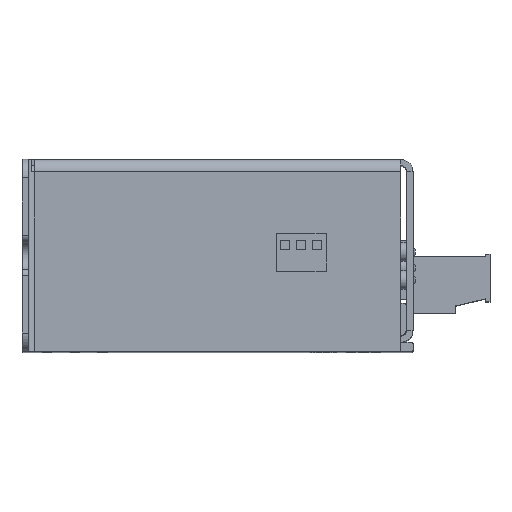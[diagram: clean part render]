
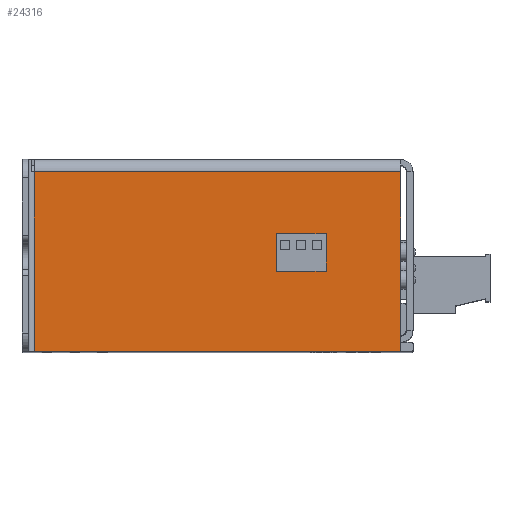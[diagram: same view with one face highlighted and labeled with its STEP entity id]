
A CAD part, top view. The second image highlights one B-rep face of the part: STEP entity #24316.
In plain terms, the highlighted face is planar.
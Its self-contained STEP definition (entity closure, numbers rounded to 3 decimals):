
#20415=CARTESIAN_POINT('',(0.,-14.847,-17.0));
#20416=VERTEX_POINT('',#20415);
#20423=CARTESIAN_POINT('',(0.,-22.847,-17.));
#20424=VERTEX_POINT('',#20423);
#20425=CARTESIAN_POINT('',(0.,-22.847,-17.0));
#20426=DIRECTION('',(0.0,1.0,0.0));
#20427=VECTOR('',#20426,8.);
#20428=LINE('',#20425,#20427);
#20429=EDGE_CURVE('',#20424,#20416,#20428,.T.);
#20454=CARTESIAN_POINT('',(0.,-22.847,-11.));
#20455=VERTEX_POINT('',#20454);
#20456=CARTESIAN_POINT('',(0.,-22.847,-11.));
#20457=DIRECTION('',(0.0,0.0,-1.0));
#20458=VECTOR('',#20457,6.0);
#20459=LINE('',#20456,#20458);
#20460=EDGE_CURVE('',#20455,#20424,#20459,.T.);
#20485=CARTESIAN_POINT('',(0.,-14.847,-11.));
#20486=VERTEX_POINT('',#20485);
#20487=CARTESIAN_POINT('',(0.,-14.847,-11.));
#20488=DIRECTION('',(0.0,-1.0,0.0));
#20489=VECTOR('',#20488,8.);
#20490=LINE('',#20487,#20489);
#20491=EDGE_CURVE('',#20486,#20455,#20490,.T.);
#20514=CARTESIAN_POINT('',(0.,-14.847,-17.0));
#20515=DIRECTION('',(0.0,0.0,1.0));
#20516=VECTOR('',#20515,6.);
#20517=LINE('',#20514,#20516);
#20518=EDGE_CURVE('',#20416,#20486,#20517,.T.);
#23494=CARTESIAN_POINT('',(0.,-34.847,-30.0));
#23495=VERTEX_POINT('',#23494);
#23502=CARTESIAN_POINT('',(0.,24.153,-30.0));
#23503=VERTEX_POINT('',#23502);
#23504=CARTESIAN_POINT('',(0.,24.153,-30.0));
#23505=DIRECTION('',(0.0,-1.0,0.0));
#23506=VECTOR('',#23505,59.0);
#23507=LINE('',#23504,#23506);
#23508=EDGE_CURVE('',#23503,#23495,#23507,.T.);
#23527=CARTESIAN_POINT('',(0.,24.153,-1.));
#23528=VERTEX_POINT('',#23527);
#23561=CARTESIAN_POINT('',(0.,24.153,-1.));
#23562=DIRECTION('',(0.0,0.0,-1.0));
#23563=VECTOR('',#23562,29.);
#23564=LINE('',#23561,#23563);
#23565=EDGE_CURVE('',#23528,#23503,#23564,.T.);
#23653=CARTESIAN_POINT('',(0.,-34.847,-1.));
#23654=VERTEX_POINT('',#23653);
#23655=CARTESIAN_POINT('',(0.,24.153,-1.));
#23656=DIRECTION('',(0.0,-1.0,0.0));
#23657=VECTOR('',#23656,59.0);
#23658=LINE('',#23655,#23657);
#23659=EDGE_CURVE('',#23528,#23654,#23658,.T.);
#24272=CARTESIAN_POINT('',(0.,-34.847,-30.0));
#24273=DIRECTION('',(0.0,0.0,1.0));
#24274=VECTOR('',#24273,29.);
#24275=LINE('',#24272,#24274);
#24276=EDGE_CURVE('',#23495,#23654,#24275,.T.);
#24299=CARTESIAN_POINT('',(0.,26.153,-30.0));
#24300=DIRECTION('',(-1.0,0.0,0.0));
#24301=DIRECTION('',(0.0,0.0,1.0));
#24302=AXIS2_PLACEMENT_3D('',#24299,#24300,#24301);
#24303=PLANE('',#24302);
#24304=ORIENTED_EDGE('',*,*,#23565,.T.);
#24305=ORIENTED_EDGE('',*,*,#23508,.T.);
#24306=ORIENTED_EDGE('',*,*,#24276,.T.);
#24307=ORIENTED_EDGE('',*,*,#23659,.F.);
#24308=EDGE_LOOP('',(#24304,#24305,#24306,#24307));
#24309=FACE_OUTER_BOUND('',#24308,.T.);
#24310=ORIENTED_EDGE('',*,*,#20491,.T.);
#24311=ORIENTED_EDGE('',*,*,#20460,.T.);
#24312=ORIENTED_EDGE('',*,*,#20429,.T.);
#24313=ORIENTED_EDGE('',*,*,#20518,.T.);
#24314=EDGE_LOOP('',(#24310,#24311,#24312,#24313));
#24315=FACE_BOUND('',#24314,.T.);
#24316=ADVANCED_FACE('',(#24309,#24315),#24303,.T.);
